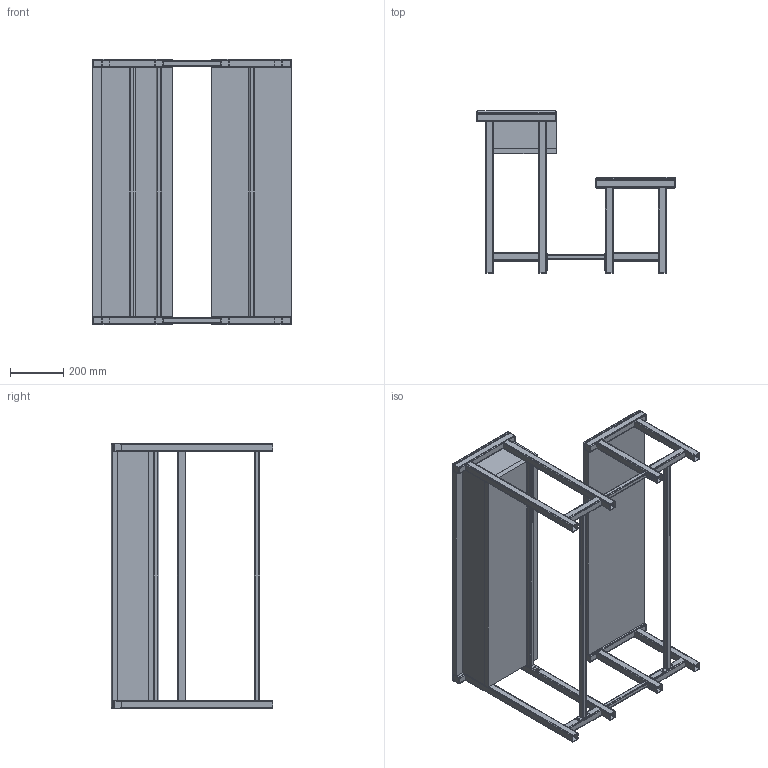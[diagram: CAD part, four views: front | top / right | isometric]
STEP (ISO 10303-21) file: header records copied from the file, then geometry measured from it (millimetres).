
FILE_DESCRIPTION(/* description */ (''),/* implementation_level */ '2;1');
FILE_NAME(/* name */ 'School Desk v1.step',/* time_stamp */ '2022-04-26T06:31:56-04:00',/* author */ (''),/* organization */ (''),/* preprocessor_version */ 'ST-DEVELOPER v18.1',/* originating_system */ 'Autodesk Translation Framework v10.14.0.1471',/* authorisation */ '');
FILE_SCHEMA (('AUTOMOTIVE_DESIGN { 1 0 10303 214 3 1 1 }'));
Length unit declared in the file: millimetre
Products named in the file (1): School Desk
Bounding box: 750 x 610 x 1000 mm (x, y, z)
Volume: 26864509.1 mm3; surface area: 4193021.8 mm2
Topology: 47 solids, 47 shells, 750 faces, 1952 edges, 1296 vertices
Faces by surface type: plane 470, cylinder 272, cone 8
Full cylindrical faces by diameter (mm): 6 x40, 6.6 x16
Entity records: 23336 total; most frequent: CARTESIAN_POINT 3999, DIRECTION 3998, ORIENTED_EDGE 3904, EDGE_CURVE 1952, LINE 1408, VECTOR 1408, VERTEX_POINT 1296, AXIS2_PLACEMENT_3D 1295
